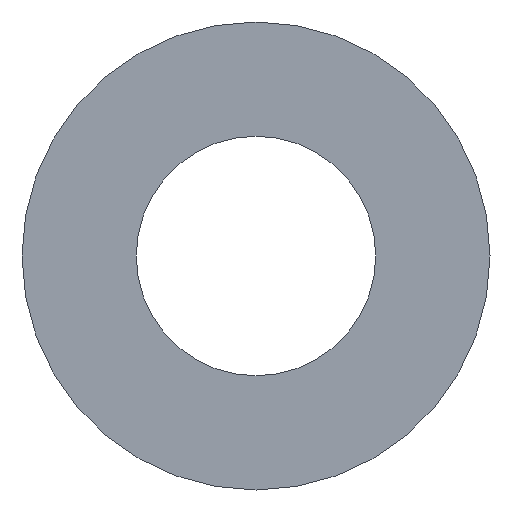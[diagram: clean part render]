
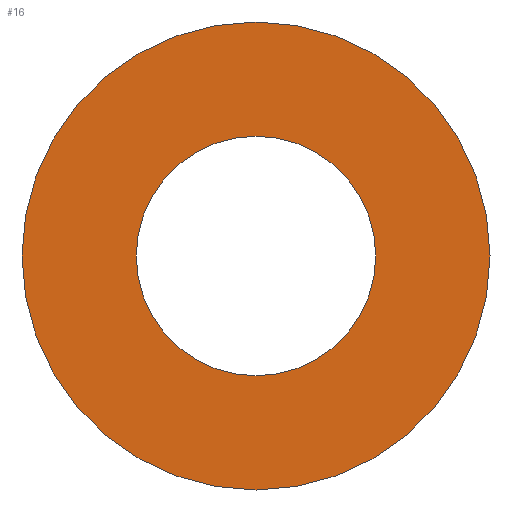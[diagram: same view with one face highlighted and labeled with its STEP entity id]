
A CAD part, front view. The second image highlights one B-rep face of the part: STEP entity #16.
In plain terms, the highlighted planar face has unit normal (0, -1, 0).
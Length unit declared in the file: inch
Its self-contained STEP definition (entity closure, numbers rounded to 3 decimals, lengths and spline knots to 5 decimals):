
#16 = ADVANCED_FACE ( 'NONE', ( #215, #115 ), #80, .F. ) ;
#20 = EDGE_CURVE ( 'NONE', #37, #39, #140, .T. ) ;
#32 = DIRECTION ( 'NONE',  ( 0., 0., 1. ) ) ;
#37 = VERTEX_POINT ( 'NONE', #211 ) ;
#39 = VERTEX_POINT ( 'NONE', #78 ) ;
#44 = CARTESIAN_POINT ( 'NONE',  ( 0., 0., 0. ) ) ;
#49 = CARTESIAN_POINT ( 'NONE',  ( 0., 0., 0.1875 ) ) ;
#56 = EDGE_LOOP ( 'NONE', ( #77, #151 ) ) ;
#59 = DIRECTION ( 'NONE',  ( 0., 1., 0. ) ) ;
#77 = ORIENTED_EDGE ( 'NONE', *, *, #120, .T. ) ;
#78 = CARTESIAN_POINT ( 'NONE',  ( 0., 0., -0.096 ) ) ;
#79 = AXIS2_PLACEMENT_3D ( 'NONE', #144, #177, #32 ) ;
#80 = PLANE ( 'NONE',  #181 ) ;
#83 = CARTESIAN_POINT ( 'NONE',  ( 0., 0., 0. ) ) ;
#87 = DIRECTION ( 'NONE',  ( 0., 1., 0. ) ) ;
#92 = EDGE_LOOP ( 'NONE', ( #204, #135 ) ) ;
#94 = AXIS2_PLACEMENT_3D ( 'NONE', #142, #212, #99 ) ;
#99 = DIRECTION ( 'NONE',  ( 0., 0., 1. ) ) ;
#102 = CARTESIAN_POINT ( 'NONE',  ( 0., 0., 0. ) ) ;
#113 = DIRECTION ( 'NONE',  ( 0., 0., 1. ) ) ;
#115 = FACE_BOUND ( 'NONE', #56, .T. ) ;
#120 = EDGE_CURVE ( 'NONE', #39, #37, #191, .T. ) ;
#127 = DIRECTION ( 'NONE',  ( 0., 0., 1. ) ) ;
#132 = EDGE_CURVE ( 'NONE', #209, #206, #184, .T. ) ;
#135 = ORIENTED_EDGE ( 'NONE', *, *, #132, .F. ) ;
#140 = CIRCLE ( 'NONE', #79, 0.096 ) ;
#142 = CARTESIAN_POINT ( 'NONE',  ( 0., 0., 0. ) ) ;
#144 = CARTESIAN_POINT ( 'NONE',  ( 0., 0., 0. ) ) ;
#151 = ORIENTED_EDGE ( 'NONE', *, *, #20, .T. ) ;
#168 = AXIS2_PLACEMENT_3D ( 'NONE', #102, #87, #199 ) ;
#177 = DIRECTION ( 'NONE',  ( 0., 1., 0. ) ) ;
#181 = AXIS2_PLACEMENT_3D ( 'NONE', #44, #190, #113 ) ;
#182 = CARTESIAN_POINT ( 'NONE',  ( 0., 0., -0.1875 ) ) ;
#184 = CIRCLE ( 'NONE', #197, 0.1875 ) ;
#186 = EDGE_CURVE ( 'NONE', #206, #209, #196, .T. ) ;
#190 = DIRECTION ( 'NONE',  ( 0., 1., 0. ) ) ;
#191 = CIRCLE ( 'NONE', #94, 0.096 ) ;
#196 = CIRCLE ( 'NONE', #168, 0.1875 ) ;
#197 = AXIS2_PLACEMENT_3D ( 'NONE', #83, #59, #127 ) ;
#199 = DIRECTION ( 'NONE',  ( 0., 0., 1. ) ) ;
#204 = ORIENTED_EDGE ( 'NONE', *, *, #186, .F. ) ;
#206 = VERTEX_POINT ( 'NONE', #182 ) ;
#209 = VERTEX_POINT ( 'NONE', #49 ) ;
#211 = CARTESIAN_POINT ( 'NONE',  ( 0., 0., 0.096 ) ) ;
#212 = DIRECTION ( 'NONE',  ( 0., 1., 0. ) ) ;
#215 = FACE_OUTER_BOUND ( 'NONE', #92, .T. ) ;
